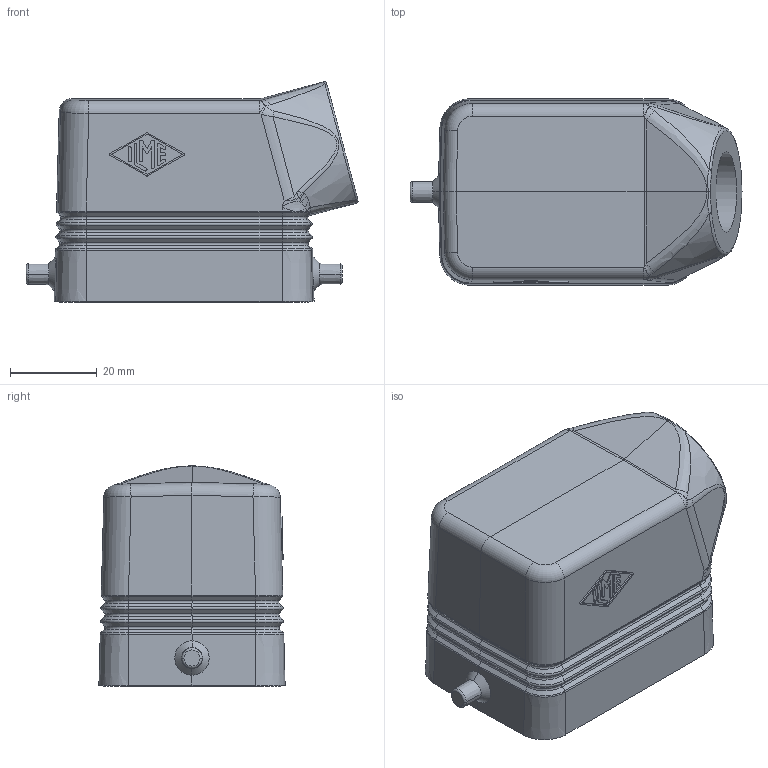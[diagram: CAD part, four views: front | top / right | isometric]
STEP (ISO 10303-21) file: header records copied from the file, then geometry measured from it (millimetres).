
FILE_DESCRIPTION(('Creo Elements/Direct Modeling STEP Export'),'2;1');
FILE_NAME('0ln7uvk5kq5n01u4868','2022-09-20T11:28:00',(''),(''),'Creo Elements/Direct Modeling STEP processor for AP214 (Solid Model)','Creo Elements/Direct Modeling 20.1B 02-Apr-2019 (C) Parametric Technology GmbH','');
FILE_SCHEMA(('AUTOMOTIVE_DESIGN { 1 0 10303 214 1 1 1 1 }'));
Length unit declared in the file: millimetre
Products named in the file (2): MHOR 06 L20
Assembly tree (1 placements, depth 2):
  MHOR 06 L20
    MHOR 06 L20
Bounding box: 76.63 x 42.99 x 50.88 mm (x, y, z)
Volume: 38268.2 mm3; surface area: 22390.6 mm2
Topology: 1 solids, 1 shells, 405 faces, 927 edges, 528 vertices
Faces by surface type: plane 126, cylinder 112, bspline 69, cone 54, torus 40, sphere 4
Entity records: 18396 total; most frequent: CARTESIAN_POINT 6593, ORIENTED_EDGE 1840, DIRECTION 1690, EDGE_CURVE 920, AXIS2_PLACEMENT_3D 624, VERTEX_POINT 528, VECTOR 442, LINE 442
